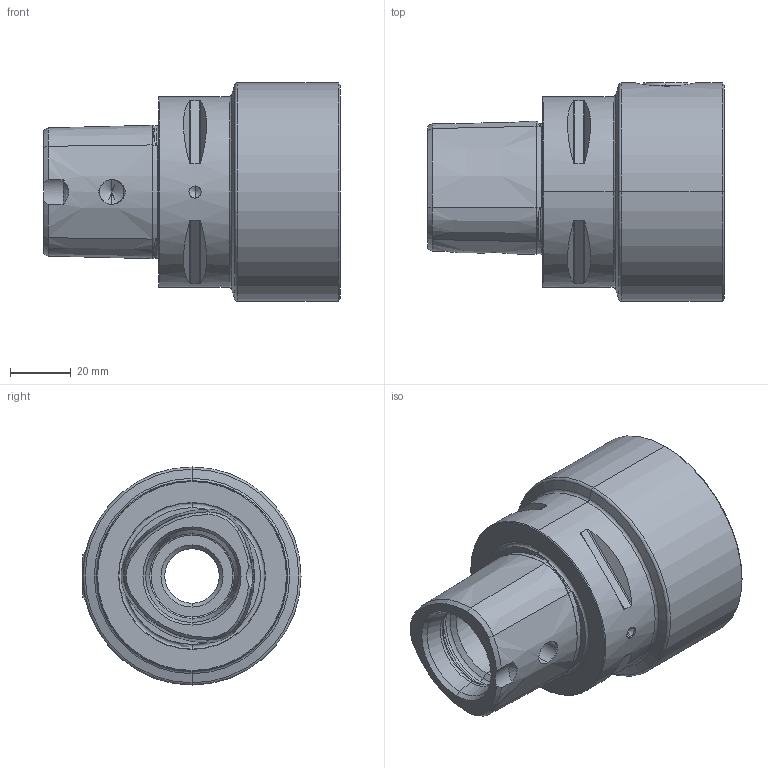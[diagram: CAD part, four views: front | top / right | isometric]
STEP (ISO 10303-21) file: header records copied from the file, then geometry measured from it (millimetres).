
FILE_DESCRIPTION (( 'STEP AP203' ), '1' );
FILE_NAME ('102.163.721.STEP', '2024-08-22T15:22:16', ( '' ), ( '' ), 'SwSTEP 2.0', 'SolidWorks 2022', '' );
FILE_SCHEMA (( 'CONFIG_CONTROL_DESIGN' ));
Length unit declared in the file: millimetre
Products named in the file (3): PS6-MB7.K01.060_B; 102.163.721; MB7-ER1.001.022_A
Assembly tree (2 placements, depth 2):
  102.163.721
    PS6-MB7.K01.060_B
    MB7-ER1.001.022_A
Bounding box: 98 x 72 x 72 mm (x, y, z)
Volume: 190769.4 mm3; surface area: 36813.2 mm2
Topology: 2 solids, 2 shells, 192 faces, 452 edges, 267 vertices
Faces by surface type: cone 65, cylinder 48, plane 43, torus 36
Entity records: 6496 total; most frequent: CARTESIAN_POINT 1834, DIRECTION 965, ORIENTED_EDGE 892, EDGE_CURVE 446, AXIS2_PLACEMENT_3D 406, VERTEX_POINT 267, CIRCLE 209, EDGE_LOOP 207
